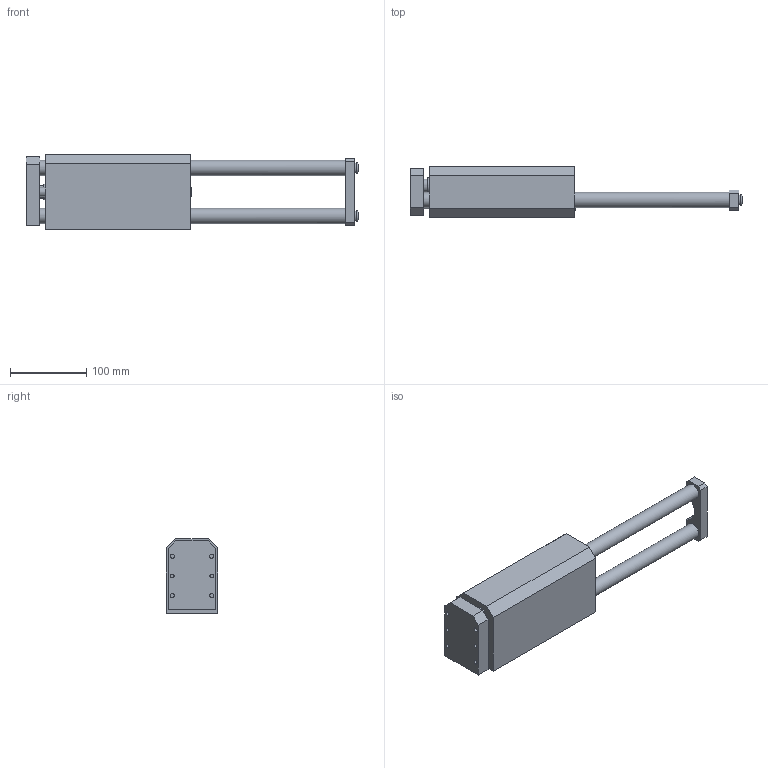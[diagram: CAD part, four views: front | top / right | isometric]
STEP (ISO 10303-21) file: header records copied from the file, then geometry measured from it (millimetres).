
FILE_DESCRIPTION( ( 'STEP AP214' ), '1' );
FILE_NAME( '8314120.step', '2010-06-08T11:56:46', ( ' ' ), ( ' ' ), 'XStep 1.0', ' ', ' ' );
FILE_SCHEMA( ( 'automotive_design' ) );
Length unit declared in the file: millimetre
Products named in the file (2): 1; 2
Bounding box: 434.5 x 67 x 98 mm (x, y, z)
Volume: 1274205 mm3; surface area: 195388.2 mm2
Topology: 2 solids, 3 shells, 124 faces, 294 edges, 196 vertices
Faces by surface type: cylinder 51, plane 50, cone 21, torus 2
Full cylindrical faces by diameter (mm): 3.242 x4, 4.134 x8, 4.918 x8, 5.02 x4, 5.1 x2, 5.5 x4, 8 x2, 12 x2, 14 x2, 17 x1, 20 x5, 20.02 x2, 34 x1
Entity records: 3989 total; most frequent: DIRECTION 544, CARTESIAN_POINT 476, ORIENTED_EDGE 370, AXIS2_PLACEMENT_3D 233, EDGE_LOOP 228, EDGE_CURVE 185, FACE_OUTER_BOUND 171, VERTEX_POINT 165
